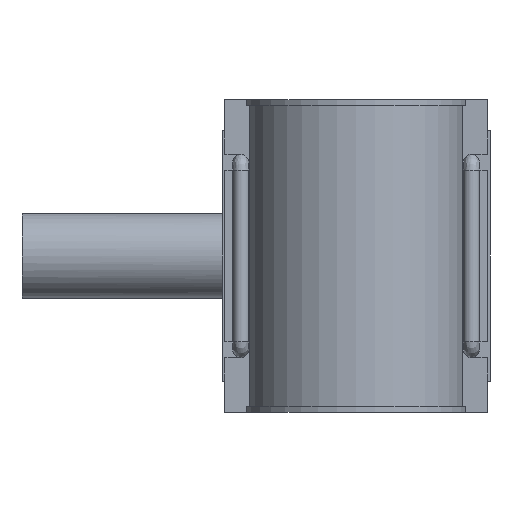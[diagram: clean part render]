
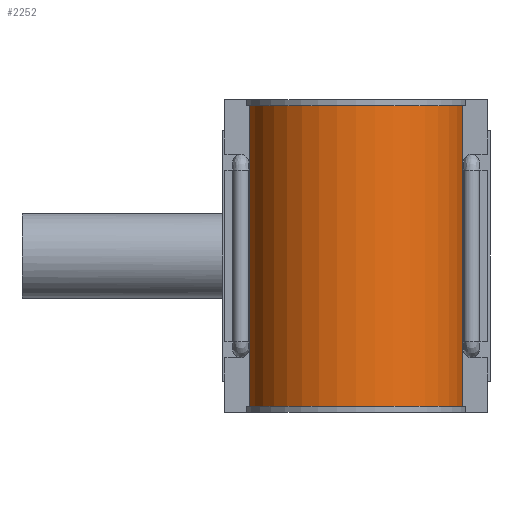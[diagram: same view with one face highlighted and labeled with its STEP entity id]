
A CAD part, front view. The second image highlights one B-rep face of the part: STEP entity #2252.
In plain terms, the highlighted cylindrical face has radius 40.95 mm (diameter 81.9 mm), a partial arc.
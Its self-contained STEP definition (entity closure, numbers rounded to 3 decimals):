
#209=FACE_OUTER_BOUND('',#354,.T.);
#354=EDGE_LOOP('',(#1662,#1663,#1664,#1665));
#543=LINE('',#3294,#752);
#578=LINE('',#3514,#787);
#752=VECTOR('',#2642,113.28);
#787=VECTOR('',#2719,113.28);
#954=CIRCLE('',#2394,40.95);
#962=CIRCLE('',#2408,40.95);
#1044=VERTEX_POINT('',#3279);
#1045=VERTEX_POINT('',#3281);
#1049=VERTEX_POINT('',#3293);
#1068=VERTEX_POINT('',#3338);
#1265=EDGE_CURVE('',#1044,#1045,#954,.T.);
#1270=EDGE_CURVE('',#1044,#1049,#543,.T.);
#1292=EDGE_CURVE('',#1068,#1049,#962,.T.);
#1325=EDGE_CURVE('',#1045,#1068,#578,.T.);
#1662=ORIENTED_EDGE('',*,*,#1265,.T.);
#1663=ORIENTED_EDGE('',*,*,#1325,.T.);
#1664=ORIENTED_EDGE('',*,*,#1292,.T.);
#1665=ORIENTED_EDGE('',*,*,#1270,.F.);
#2209=CYLINDRICAL_SURFACE('',#2418,40.95);
#2252=ADVANCED_FACE('',(#209),#2209,.T.);
#2394=AXIS2_PLACEMENT_3D('',#3283,#2632,#2633);
#2408=AXIS2_PLACEMENT_3D('',#3339,#2679,#2680);
#2418=AXIS2_PLACEMENT_3D('',#3515,#2720,#2721);
#2632=DIRECTION('center_axis',(0.,0.,1.));
#2633=DIRECTION('ref_axis',(1.,0.,0.));
#2642=DIRECTION('',(0.,0.,1.));
#2679=DIRECTION('center_axis',(0.,0.,-1.));
#2680=DIRECTION('ref_axis',(1.,0.,0.));
#2719=DIRECTION('',(0.,0.,1.));
#2720=DIRECTION('center_axis',(0.,0.,1.));
#2721=DIRECTION('ref_axis',(1.,0.,0.));
#3279=CARTESIAN_POINT('',(-40.186,-7.875,-56.64));
#3281=CARTESIAN_POINT('',(40.186,-7.875,-56.64));
#3283=CARTESIAN_POINT('Origin',(0.,0.,-56.64));
#3293=CARTESIAN_POINT('',(-40.186,-7.875,56.64));
#3294=CARTESIAN_POINT('',(-40.186,-7.875,0.));
#3338=CARTESIAN_POINT('',(40.186,-7.875,56.64));
#3339=CARTESIAN_POINT('Origin',(0.,0.,56.64));
#3514=CARTESIAN_POINT('',(40.186,-7.875,0.));
#3515=CARTESIAN_POINT('Origin',(0.,0.,0.));
